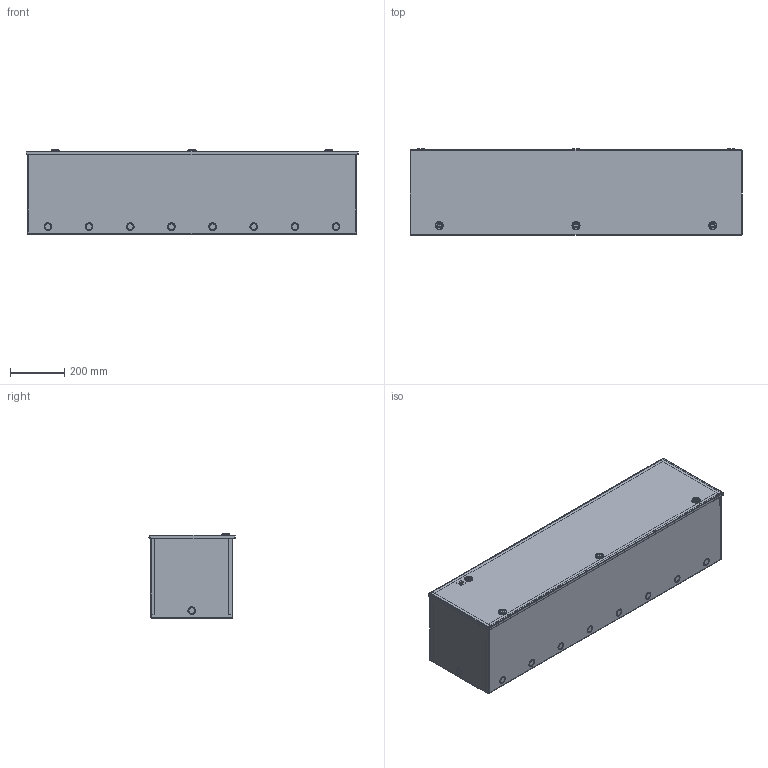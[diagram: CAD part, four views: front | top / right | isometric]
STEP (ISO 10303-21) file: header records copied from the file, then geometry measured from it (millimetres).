
FILE_DESCRIPTION(/* description */ ('1100WE 12" x 12" x 48" Assembly'),/* implementation_level */ '2;1');
FILE_NAME(/* name */ '1100WE121248.stp',/* time_stamp */ '2025-06-16T14:48:10-04:00',/* author */ ('BoxCad'),/* organization */ (''),/* preprocessor_version */ 'ST-DEVELOPER v20',/* originating_system */ 'Autodesk Inventor 2024',/* authorisation */ '');
FILE_SCHEMA (('AUTOMOTIVE_DESIGN { 1 0 10303 214 3 1 1 }'));
Products named in the file (14): 1100WE121248; 1100WE121248B; 1100WE121248B-P; 1100WE121248C; 1100WE121248C-P; STK-P-02400S; STK-Q-33361; STK-S-00800; STK-S-00900; STK-A-880SCQ1-SL-1; STK-A-880SCQ1-SL-2; STK-A-880SCQ1-SL-3; STK-Q-78631; STK-Q-78644
Assembly tree (20 placements, depth 4):
  1100WE121248
    1100WE121248B
      1100WE121248B-P
      STK-P-02400S
    1100WE121248C
      1100WE121248C-P
      STK-P-02400S
      STK-Q-33361  x3
      STK-S-00800
      STK-S-00900
      STK-A-880SCQ1-SL-1
        STK-Q-78631
        STK-Q-78644
      STK-A-880SCQ1-SL-2
        STK-Q-78631
        STK-Q-78644
      STK-A-880SCQ1-SL-3
        STK-Q-78631
        STK-Q-78644
Bounding box: 1229.36 x 318.61 x 311.12 mm (x, y, z)
Volume: 2457022.6 mm3; surface area: 3561156.4 mm2
Topology: 13 solids, 13 shells, 6933 faces, 17983 edges, 11177 vertices
Faces by surface type: plane 3159, bspline 1728, cylinder 1487, torus 318, sphere 241
Full cylindrical faces by diameter (mm): 0.762 x4, 1.1 x1, 1.3 x1, 4.496 x2, 7.366 x6, 7.925 x1, 9.525 x1, 27 x1, 29 x1, 30 x3, 31.75 x1
Entity records: 126904 total; most frequent: CARTESIAN_POINT 36051, ORIENTED_EDGE 19880, DIRECTION 15689, EDGE_CURVE 9940, LINE 6579, VECTOR 6579, VERTEX_POINT 6399, AXIS2_PLACEMENT_3D 4555
